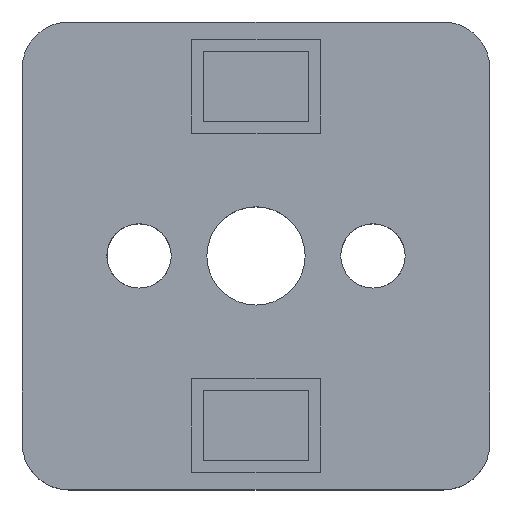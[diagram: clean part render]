
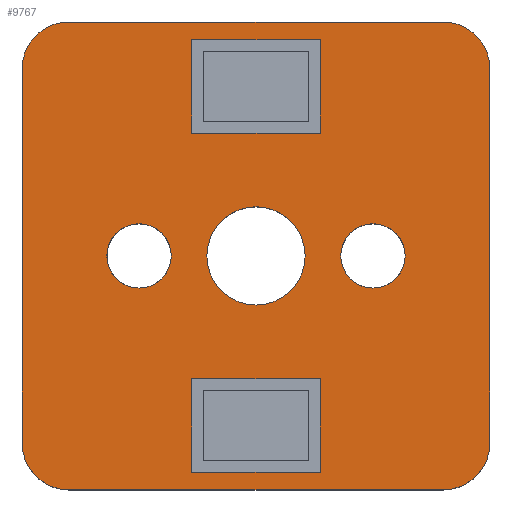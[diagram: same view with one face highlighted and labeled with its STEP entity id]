
A CAD part, top view. The second image highlights one B-rep face of the part: STEP entity #9767.
In plain terms, the highlighted face is planar.
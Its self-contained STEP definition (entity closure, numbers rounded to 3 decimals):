
#385=CIRCLE('',#9829,2.75);
#386=CIRCLE('',#9830,2.75);
#396=CIRCLE('',#9849,2.75);
#397=CIRCLE('',#9850,2.75);
#685=CIRCLE('',#10186,4.2);
#758=CIRCLE('',#10869,4.);
#759=CIRCLE('',#10872,4.);
#760=CIRCLE('',#10873,4.);
#761=CIRCLE('',#10874,4.);
#913=FACE_BOUND('',#1989,.T.);
#914=FACE_BOUND('',#1990,.T.);
#915=FACE_BOUND('',#1991,.T.);
#916=FACE_BOUND('',#1992,.T.);
#917=FACE_BOUND('',#1993,.T.);
#1447=FACE_OUTER_BOUND('',#1988,.T.);
#1988=EDGE_LOOP('',(#8869,#8870,#8871,#8872,#8873,#8874,#8875,#8876));
#1989=EDGE_LOOP('',(#8877,#8878,#8879,#8880));
#1990=EDGE_LOOP('',(#8881,#8882,#8883,#8884));
#1991=EDGE_LOOP('',(#8885,#8886));
#1992=EDGE_LOOP('',(#8887,#8888));
#1993=EDGE_LOOP('',(#8889));
#2026=LINE('',#13888,#2818);
#2029=LINE('',#13894,#2821);
#2032=LINE('',#13900,#2824);
#2035=LINE('',#13904,#2827);
#2038=LINE('',#13913,#2830);
#2041=LINE('',#13919,#2833);
#2044=LINE('',#13925,#2836);
#2047=LINE('',#13929,#2839);
#2782=LINE('',#17150,#3574);
#2784=LINE('',#17154,#3576);
#2785=LINE('',#17158,#3577);
#2786=LINE('',#17162,#3578);
#2818=VECTOR('',#10935,10.);
#2821=VECTOR('',#10940,10.);
#2824=VECTOR('',#10945,10.);
#2827=VECTOR('',#10950,10.);
#2830=VECTOR('',#10957,10.);
#2833=VECTOR('',#10962,10.);
#2836=VECTOR('',#10967,10.);
#2839=VECTOR('',#10972,10.);
#3574=VECTOR('',#13795,10.);
#3576=VECTOR('',#13799,10.);
#3577=VECTOR('',#13802,10.);
#3578=VECTOR('',#13805,10.);
#3602=VERTEX_POINT('',#13885);
#3603=VERTEX_POINT('',#13887);
#3605=VERTEX_POINT('',#13893);
#3607=VERTEX_POINT('',#13899);
#3610=VERTEX_POINT('',#13910);
#3611=VERTEX_POINT('',#13912);
#3613=VERTEX_POINT('',#13918);
#3615=VERTEX_POINT('',#13924);
#3616=VERTEX_POINT('',#13932);
#3617=VERTEX_POINT('',#13933);
#3647=VERTEX_POINT('',#14002);
#3648=VERTEX_POINT('',#14003);
#4238=VERTEX_POINT('',#15264);
#4511=VERTEX_POINT('',#17143);
#4512=VERTEX_POINT('',#17145);
#4513=VERTEX_POINT('',#17149);
#4514=VERTEX_POINT('',#17153);
#4515=VERTEX_POINT('',#17155);
#4516=VERTEX_POINT('',#17157);
#4517=VERTEX_POINT('',#17159);
#4518=VERTEX_POINT('',#17161);
#4545=EDGE_CURVE('',#3603,#3602,#2026,.T.);
#4548=EDGE_CURVE('',#3605,#3603,#2029,.T.);
#4551=EDGE_CURVE('',#3607,#3605,#2032,.T.);
#4554=EDGE_CURVE('',#3602,#3607,#2035,.T.);
#4557=EDGE_CURVE('',#3611,#3610,#2038,.T.);
#4560=EDGE_CURVE('',#3613,#3611,#2041,.T.);
#4563=EDGE_CURVE('',#3615,#3613,#2044,.T.);
#4566=EDGE_CURVE('',#3610,#3615,#2047,.T.);
#4567=EDGE_CURVE('',#3616,#3617,#385,.T.);
#4568=EDGE_CURVE('',#3617,#3616,#386,.T.);
#4599=EDGE_CURVE('',#3647,#3648,#396,.T.);
#4600=EDGE_CURVE('',#3648,#3647,#397,.T.);
#5229=EDGE_CURVE('',#4238,#4238,#685,.T.);
#5969=EDGE_CURVE('',#4511,#4512,#758,.T.);
#5971=EDGE_CURVE('',#4513,#4512,#2782,.T.);
#5973=EDGE_CURVE('',#4511,#4514,#2784,.T.);
#5974=EDGE_CURVE('',#4515,#4514,#759,.T.);
#5975=EDGE_CURVE('',#4515,#4516,#2785,.T.);
#5976=EDGE_CURVE('',#4517,#4516,#760,.T.);
#5977=EDGE_CURVE('',#4517,#4518,#2786,.T.);
#5978=EDGE_CURVE('',#4513,#4518,#761,.T.);
#8869=ORIENTED_EDGE('',*,*,#5969,.F.);
#8870=ORIENTED_EDGE('',*,*,#5973,.T.);
#8871=ORIENTED_EDGE('',*,*,#5974,.F.);
#8872=ORIENTED_EDGE('',*,*,#5975,.T.);
#8873=ORIENTED_EDGE('',*,*,#5976,.F.);
#8874=ORIENTED_EDGE('',*,*,#5977,.T.);
#8875=ORIENTED_EDGE('',*,*,#5978,.F.);
#8876=ORIENTED_EDGE('',*,*,#5971,.T.);
#8877=ORIENTED_EDGE('',*,*,#4545,.T.);
#8878=ORIENTED_EDGE('',*,*,#4554,.T.);
#8879=ORIENTED_EDGE('',*,*,#4551,.T.);
#8880=ORIENTED_EDGE('',*,*,#4548,.T.);
#8881=ORIENTED_EDGE('',*,*,#4557,.T.);
#8882=ORIENTED_EDGE('',*,*,#4566,.T.);
#8883=ORIENTED_EDGE('',*,*,#4563,.T.);
#8884=ORIENTED_EDGE('',*,*,#4560,.T.);
#8885=ORIENTED_EDGE('',*,*,#4567,.T.);
#8886=ORIENTED_EDGE('',*,*,#4568,.T.);
#8887=ORIENTED_EDGE('',*,*,#4599,.T.);
#8888=ORIENTED_EDGE('',*,*,#4600,.T.);
#8889=ORIENTED_EDGE('',*,*,#5229,.T.);
#9234=PLANE('',#10871);
#9767=ADVANCED_FACE('',(#1447,#913,#914,#915,#916,#917),#9234,.F.);
#9829=AXIS2_PLACEMENT_3D('',#13934,#10977,#10978);
#9830=AXIS2_PLACEMENT_3D('',#13935,#10979,#10980);
#9849=AXIS2_PLACEMENT_3D('',#14004,#11028,#11029);
#9850=AXIS2_PLACEMENT_3D('',#14005,#11030,#11031);
#10186=AXIS2_PLACEMENT_3D('',#15266,#12021,#12022);
#10869=AXIS2_PLACEMENT_3D('',#17146,#13790,#13791);
#10871=AXIS2_PLACEMENT_3D('',#17152,#13797,#13798);
#10872=AXIS2_PLACEMENT_3D('',#17156,#13800,#13801);
#10873=AXIS2_PLACEMENT_3D('',#17160,#13803,#13804);
#10874=AXIS2_PLACEMENT_3D('',#17163,#13806,#13807);
#10935=DIRECTION('',(0.,1.,0.));
#10940=DIRECTION('',(1.,0.,0.));
#10945=DIRECTION('',(0.,-1.,0.));
#10950=DIRECTION('',(-1.,0.,0.));
#10957=DIRECTION('',(0.,1.,0.));
#10962=DIRECTION('',(1.,0.,0.));
#10967=DIRECTION('',(0.,-1.,0.));
#10972=DIRECTION('',(-1.,0.,0.));
#10977=DIRECTION('center_axis',(0.,0.,1.));
#10978=DIRECTION('ref_axis',(-1.,0.,0.));
#10979=DIRECTION('center_axis',(0.,0.,1.));
#10980=DIRECTION('ref_axis',(-1.,0.,0.));
#11028=DIRECTION('center_axis',(0.,0.,1.));
#11029=DIRECTION('ref_axis',(-1.,0.,0.));
#11030=DIRECTION('center_axis',(0.,0.,1.));
#11031=DIRECTION('ref_axis',(-1.,0.,0.));
#12021=DIRECTION('center_axis',(0.,0.,1.));
#12022=DIRECTION('ref_axis',(1.,0.,0.));
#13790=DIRECTION('center_axis',(0.,0.,1.));
#13791=DIRECTION('ref_axis',(-0.707,-0.707,0.));
#13795=DIRECTION('',(-1.,0.,0.));
#13797=DIRECTION('center_axis',(0.,0.,1.));
#13798=DIRECTION('ref_axis',(1.,0.,0.));
#13799=DIRECTION('',(0.,1.,0.));
#13800=DIRECTION('center_axis',(0.,0.,1.));
#13801=DIRECTION('ref_axis',(-0.707,0.707,0.));
#13802=DIRECTION('',(1.,0.,0.));
#13803=DIRECTION('center_axis',(0.,0.,1.));
#13804=DIRECTION('ref_axis',(0.707,0.707,0.));
#13805=DIRECTION('',(0.,-1.,0.));
#13806=DIRECTION('center_axis',(0.,0.,1.));
#13807=DIRECTION('ref_axis',(0.707,-0.707,0.));
#13885=CARTESIAN_POINT('',(15.142,2.72,0.));
#13887=CARTESIAN_POINT('',(15.142,-5.28,0.));
#13888=CARTESIAN_POINT('',(15.142,-6.53,0.));
#13893=CARTESIAN_POINT('',(4.142,-5.28,0.));
#13894=CARTESIAN_POINT('',(12.392,-5.28,0.));
#13899=CARTESIAN_POINT('',(4.142,2.72,0.));
#13900=CARTESIAN_POINT('',(4.142,-10.53,0.));
#13904=CARTESIAN_POINT('',(6.892,2.72,0.));
#13910=CARTESIAN_POINT('',(15.142,-26.28,0.));
#13912=CARTESIAN_POINT('',(15.142,-34.28,0.));
#13913=CARTESIAN_POINT('',(15.142,-21.03,0.));
#13918=CARTESIAN_POINT('',(4.142,-34.28,0.));
#13919=CARTESIAN_POINT('',(12.392,-34.28,0.));
#13924=CARTESIAN_POINT('',(4.142,-26.28,0.));
#13925=CARTESIAN_POINT('',(4.142,-25.03,0.));
#13929=CARTESIAN_POINT('',(6.892,-26.28,0.));
#13932=CARTESIAN_POINT('',(16.892,-15.78,0.));
#13933=CARTESIAN_POINT('',(22.392,-15.78,0.));
#13934=CARTESIAN_POINT('Origin',(19.642,-15.78,0.));
#13935=CARTESIAN_POINT('Origin',(19.642,-15.78,0.));
#14002=CARTESIAN_POINT('',(-3.108,-15.78,0.));
#14003=CARTESIAN_POINT('',(2.392,-15.78,0.));
#14004=CARTESIAN_POINT('Origin',(-0.358,-15.78,0.));
#14005=CARTESIAN_POINT('Origin',(-0.358,-15.78,0.));
#15264=CARTESIAN_POINT('',(5.442,-15.78,0.));
#15266=CARTESIAN_POINT('Origin',(9.642,-15.78,0.));
#17143=CARTESIAN_POINT('',(-10.358,-31.78,0.));
#17145=CARTESIAN_POINT('',(-6.358,-35.78,0.));
#17146=CARTESIAN_POINT('Origin',(-6.358,-31.78,0.));
#17149=CARTESIAN_POINT('',(25.642,-35.78,0.));
#17150=CARTESIAN_POINT('',(29.642,-35.78,0.));
#17152=CARTESIAN_POINT('Origin',(9.642,-15.78,0.));
#17153=CARTESIAN_POINT('',(-10.358,0.22,0.));
#17154=CARTESIAN_POINT('',(-10.358,-35.78,0.));
#17155=CARTESIAN_POINT('',(-6.358,4.22,0.));
#17156=CARTESIAN_POINT('Origin',(-6.358,0.22,0.));
#17157=CARTESIAN_POINT('',(25.642,4.22,0.));
#17158=CARTESIAN_POINT('',(-10.358,4.22,0.));
#17159=CARTESIAN_POINT('',(29.642,0.22,0.));
#17160=CARTESIAN_POINT('Origin',(25.642,0.22,0.));
#17161=CARTESIAN_POINT('',(29.642,-31.78,0.));
#17162=CARTESIAN_POINT('',(29.642,4.22,0.));
#17163=CARTESIAN_POINT('Origin',(25.642,-31.78,0.));
